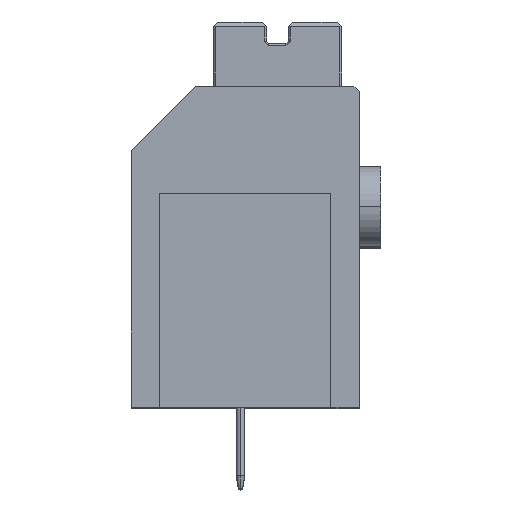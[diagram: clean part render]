
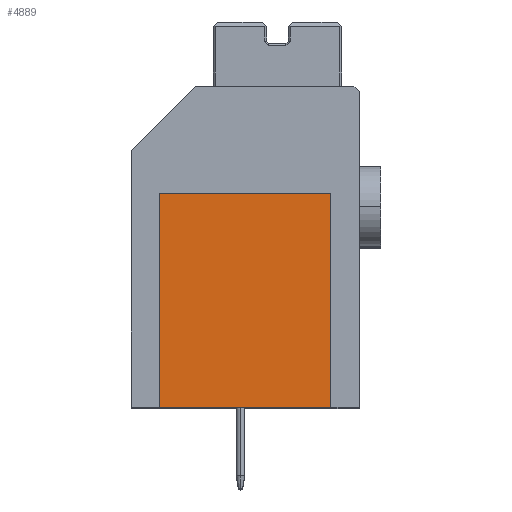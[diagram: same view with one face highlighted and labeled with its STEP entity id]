
A CAD part, top view. The second image highlights one B-rep face of the part: STEP entity #4889.
In plain terms, the highlighted planar face has unit normal (0, 0, 1).
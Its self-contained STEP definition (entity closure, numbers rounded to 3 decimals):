
#30 = EDGE_LOOP ( 'NONE', ( #4358, #5314, #4992, #2244 ) ) ;
#95 = EDGE_CURVE ( 'NONE', #3118, #4461, #3777, .T. ) ;
#178 = EDGE_CURVE ( 'NONE', #4508, #1630, #5701, .T. ) ;
#554 = FACE_OUTER_BOUND ( 'NONE', #30, .T. ) ;
#739 = EDGE_CURVE ( 'NONE', #4508, #3118, #6337, .T. ) ;
#754 = CARTESIAN_POINT ( 'NONE',  ( 4., 10., 5.25 ) ) ;
#886 = CARTESIAN_POINT ( 'NONE',  ( 4., 10., 5.25 ) ) ;
#986 = DIRECTION ( 'NONE',  ( 0., -1., 0. ) ) ;
#1337 = VECTOR ( 'NONE', #986, 1000. ) ;
#1542 = DIRECTION ( 'NONE',  ( 0., -1., 0. ) ) ;
#1564 = AXIS2_PLACEMENT_3D ( 'NONE', #6065, #3530, #5050 ) ;
#1630 = VERTEX_POINT ( 'NONE', #5695 ) ;
#2204 = DIRECTION ( 'NONE',  ( -1., 0., 0. ) ) ;
#2244 = ORIENTED_EDGE ( 'NONE', *, *, #2668, .T. ) ;
#2668 = EDGE_CURVE ( 'NONE', #1630, #4461, #3044, .T. ) ;
#2875 = DIRECTION ( 'NONE',  ( -1., 0., 0. ) ) ;
#3044 = LINE ( 'NONE', #3988, #6211 ) ;
#3113 = PLANE ( 'NONE',  #1564 ) ;
#3118 = VERTEX_POINT ( 'NONE', #6349 ) ;
#3444 = CARTESIAN_POINT ( 'NONE',  ( -4., 0., 5.25 ) ) ;
#3530 = DIRECTION ( 'NONE',  ( 0., 0., 1. ) ) ;
#3777 = LINE ( 'NONE', #6279, #5876 ) ;
#3988 = CARTESIAN_POINT ( 'NONE',  ( -4., 10., 5.25 ) ) ;
#4358 = ORIENTED_EDGE ( 'NONE', *, *, #95, .F. ) ;
#4461 = VERTEX_POINT ( 'NONE', #3444 ) ;
#4508 = VERTEX_POINT ( 'NONE', #754 ) ;
#4889 = ADVANCED_FACE ( 'NONE', ( #554 ), #3113, .T. ) ;
#4992 = ORIENTED_EDGE ( 'NONE', *, *, #178, .T. ) ;
#5050 = DIRECTION ( 'NONE',  ( 1., 0., 0. ) ) ;
#5314 = ORIENTED_EDGE ( 'NONE', *, *, #739, .F. ) ;
#5695 = CARTESIAN_POINT ( 'NONE',  ( -4., 10., 5.25 ) ) ;
#5701 = LINE ( 'NONE', #5922, #6191 ) ;
#5876 = VECTOR ( 'NONE', #2204, 1000. ) ;
#5922 = CARTESIAN_POINT ( 'NONE',  ( -4., 10., 5.25 ) ) ;
#6065 = CARTESIAN_POINT ( 'NONE',  ( -4., 10., 5.25 ) ) ;
#6191 = VECTOR ( 'NONE', #2875, 1000. ) ;
#6211 = VECTOR ( 'NONE', #1542, 1000. ) ;
#6279 = CARTESIAN_POINT ( 'NONE',  ( -4., 0., 5.25 ) ) ;
#6337 = LINE ( 'NONE', #886, #1337 ) ;
#6349 = CARTESIAN_POINT ( 'NONE',  ( 4., 0., 5.25 ) ) ;
